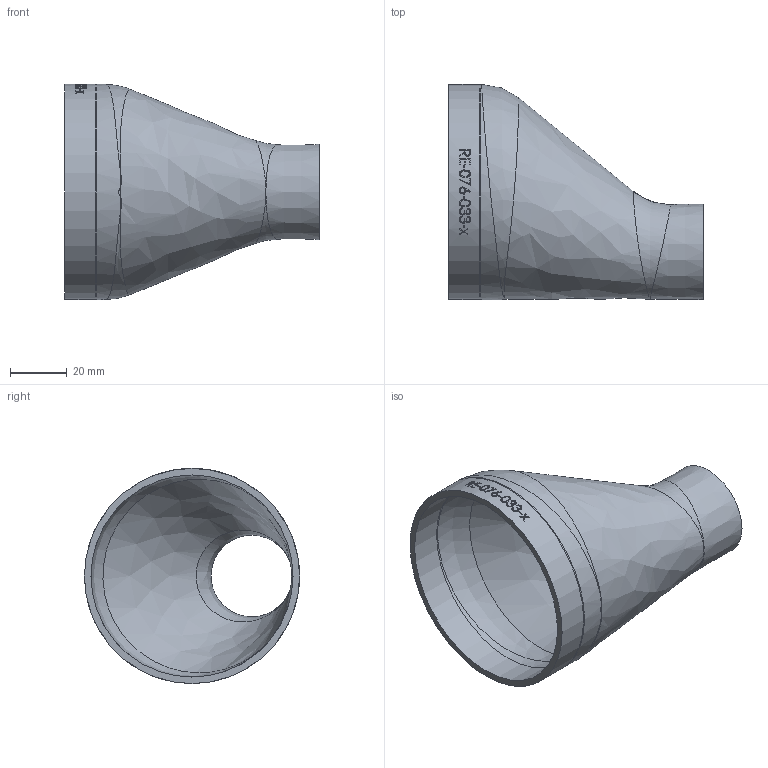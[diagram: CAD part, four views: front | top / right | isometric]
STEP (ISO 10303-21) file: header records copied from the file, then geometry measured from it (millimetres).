
FILE_DESCRIPTION (( 'STEP AP214' ), '1' );
FILE_NAME ('RE-076-033-x Reduzierung Exzenter 76,1x33,7x2,3x2,0 BL90 1909.STEP', '2019-09-20T08:41:22', ( '' ), ( '' ), 'SwSTEP 2.0', 'SolidWorks 2016', '' );
FILE_SCHEMA (( 'AUTOMOTIVE_DESIGN' ));
Length unit declared in the file: millimetre
Products named in the file (1): RE-076-033-x Reduzierung Exzenter 76,1x33,7x2,3x2,0 BL90 1909
Bounding box: 90 x 76.1 x 76.1 mm (x, y, z)
Volume: 42633.7 mm3; surface area: 32689.2 mm2
Topology: 1 solids, 1 shells, 156 faces, 415 edges, 276 vertices
Faces by surface type: bspline 83, plane 47, cylinder 19, cone 5, torus 2
Full cylindrical faces by diameter (mm): 71.5 x1, 76.1 x1
Entity records: 19888 total; most frequent: CARTESIAN_POINT 15357, ORIENTED_EDGE 768, EDGE_CURVE 384, DIRECTION 339, VERTEX_POINT 261, B_SPLINE_CURVE_WITH_KNOTS 254, EDGE_LOOP 187, FACE_OUTER_BOUND 165
